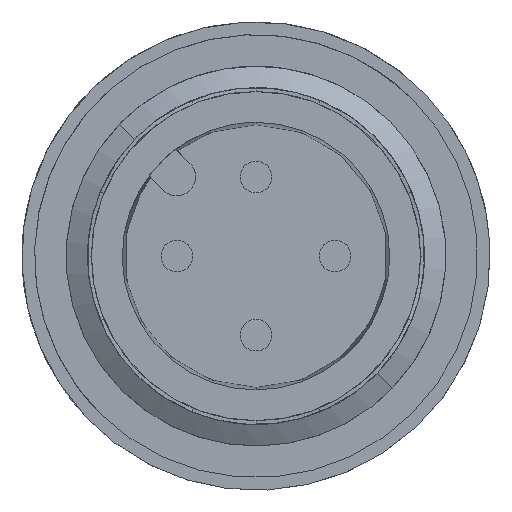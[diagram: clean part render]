
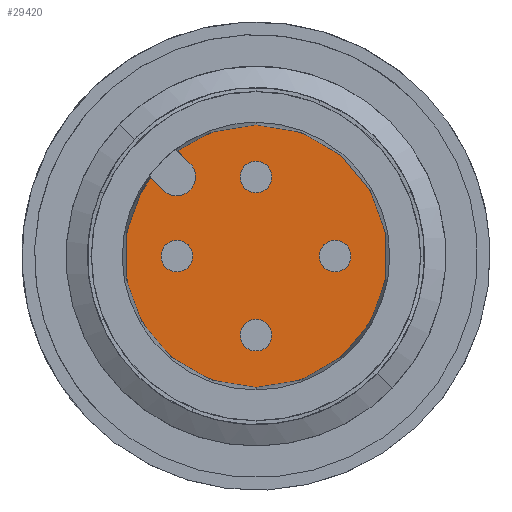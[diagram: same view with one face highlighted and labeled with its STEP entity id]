
A CAD part, left-side view. The second image highlights one B-rep face of the part: STEP entity #29420.
In plain terms, the highlighted face is planar.
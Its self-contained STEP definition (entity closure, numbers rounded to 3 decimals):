
#12170=CARTESIAN_POINT('',(-3.328,2.479,-37.9));
#12180=VERTEX_POINT('',#12170);
#12450=CARTESIAN_POINT('',(-2.479,3.328,-37.9));
#12460=VERTEX_POINT('',#12450);
#12490=CARTESIAN_POINT('',(0.,0.,
-37.9));
#12500=DIRECTION('',(0.,0.,-1.));
#12510=DIRECTION('',(1.,0.,0.));
#12520=AXIS2_PLACEMENT_3D('',#12490,#12500,#12510);
#12530=CIRCLE('',#12520,4.15);
#12540=CARTESIAN_POINT('',(4.15,0.,-37.9))
;
#12550=VERTEX_POINT('',#12540);
#12560=EDGE_CURVE('',#12460,#12550,#12530,.T.);
#12700=CARTESIAN_POINT('',(-4.15,0.,-37.9)
);
#12710=VERTEX_POINT('',#12700);
#12740=EDGE_CURVE('',#12710,#12180,#12530,.T.);
#12910=CARTESIAN_POINT('',(-2.086,2.934,-37.9));
#12920=VERTEX_POINT('',#12910);
#12950=CARTESIAN_POINT('',(-31.86,32.709,
-37.9));
#12960=DIRECTION('',(-0.707,0.707,
0.));
#12970=VECTOR('',#12960,1.);
#12980=LINE('',#12950,#12970);
#12990=EDGE_CURVE('',#12920,#12460,#12980,.T.);
#13630=CARTESIAN_POINT('',(-2.854,-0.354,-37.9));
#13640=VERTEX_POINT('',#13630);
#13690=CARTESIAN_POINT('',(-2.5,0.,-37.9))
;
#13700=DIRECTION('',(0.,0.,-1.));
#13710=DIRECTION('',(-0.707,-0.707,
0.));
#13720=AXIS2_PLACEMENT_3D('',#13690,#13700,#13710);
#13730=CIRCLE('',#13720,0.5);
#13740=CARTESIAN_POINT('',(-2.146,0.354,-37.9));
#13750=VERTEX_POINT('',#13740);
#13760=EDGE_CURVE('',#13750,#13640,#13730,.T.);
#20940=CARTESIAN_POINT('',(2.146,-0.354,-37.9));
#20950=VERTEX_POINT('',#20940);
#21000=CARTESIAN_POINT('',(2.5,0.,-37.9));
#21010=DIRECTION('',(0.,0.,-1.));
#21020=DIRECTION('',(-0.707,-0.707,
0.));
#21030=AXIS2_PLACEMENT_3D('',#21000,#21010,#21020);
#21040=CIRCLE('',#21030,0.5);
#21050=CARTESIAN_POINT('',(2.854,0.354,-37.9));
#21060=VERTEX_POINT('',#21050);
#21070=EDGE_CURVE('',#21060,#20950,#21040,.T.);
#21340=CARTESIAN_POINT('',(-31.86,31.012,
-37.9));
#21350=DIRECTION('',(0.707,-0.707,
0.));
#21360=VECTOR('',#21350,1.);
#21370=LINE('',#21340,#21360);
#21380=CARTESIAN_POINT('',(-2.934,2.086,-37.9));
#21390=VERTEX_POINT('',#21380);
#21400=EDGE_CURVE('',#12180,#21390,#21370,.T.);
#24230=CARTESIAN_POINT('',(-0.354,-2.854,-37.9));
#24240=VERTEX_POINT('',#24230);
#24270=CARTESIAN_POINT('',(0.,-2.5,-37.9)
);
#24280=DIRECTION('',(0.,0.,-1.));
#24290=DIRECTION('',(-0.707,-0.707,
0.));
#24300=AXIS2_PLACEMENT_3D('',#24270,#24280,#24290);
#24310=CIRCLE('',#24300,0.5);
#24320=CARTESIAN_POINT('',(0.354,-2.146,-37.9));
#24330=VERTEX_POINT('',#24320);
#24340=EDGE_CURVE('',#24330,#24240,#24310,.T.);
#27740=CARTESIAN_POINT('',(-0.354,2.146,-37.9));
#27750=VERTEX_POINT('',#27740);
#27780=CARTESIAN_POINT('',(0.,2.5,-37.9))
;
#27790=DIRECTION('',(0.,0.,-1.));
#27800=DIRECTION('',(-0.707,-0.707,
0.));
#27810=AXIS2_PLACEMENT_3D('',#27780,#27790,#27800);
#27820=CIRCLE('',#27810,0.5);
#27830=CARTESIAN_POINT('',(0.354,2.854,-37.9));
#27840=VERTEX_POINT('',#27830);
#27850=EDGE_CURVE('',#27840,#27750,#27820,.T.);
#29020=CARTESIAN_POINT('',(-0.035,-1.138,-37.9))
;
#29030=DIRECTION('',(0.,0.,-1.));
#29040=DIRECTION('',(0.707,-0.707,
0.));
#29050=AXIS2_PLACEMENT_3D('',#29020,#29030,#29040);
#29060=PLANE('',#29050);
#29070=EDGE_CURVE('',#20950,#21060,#21040,.T.);
#29080=ORIENTED_EDGE('',*,*,#29070,.F.);
#29090=ORIENTED_EDGE('',*,*,#21070,.F.);
#29100=EDGE_LOOP('',(#29090,#29080));
#29110=FACE_BOUND('',#29100,.T.);
#29120=EDGE_CURVE('',#27750,#27840,#27820,.T.);
#29130=ORIENTED_EDGE('',*,*,#29120,.F.);
#29140=ORIENTED_EDGE('',*,*,#27850,.F.);
#29150=EDGE_LOOP('',(#29140,#29130));
#29160=FACE_BOUND('',#29150,.T.);
#29170=EDGE_CURVE('',#13640,#13750,#13730,.T.);
#29180=ORIENTED_EDGE('',*,*,#29170,.F.);
#29190=ORIENTED_EDGE('',*,*,#13760,.F.);
#29200=EDGE_LOOP('',(#29190,#29180));
#29210=FACE_BOUND('',#29200,.T.);
#29220=EDGE_CURVE('',#24240,#24330,#24310,.T.);
#29230=ORIENTED_EDGE('',*,*,#29220,.F.);
#29240=ORIENTED_EDGE('',*,*,#24340,.F.);
#29250=EDGE_LOOP('',(#29240,#29230));
#29260=FACE_BOUND('',#29250,.T.);
#29270=EDGE_CURVE('',#12550,#12710,#12530,.T.);
#29280=ORIENTED_EDGE('',*,*,#29270,.T.);
#29290=ORIENTED_EDGE('',*,*,#12560,.T.);
#29300=ORIENTED_EDGE('',*,*,#12990,.T.);
#29310=CARTESIAN_POINT('',(-2.51,2.51,-37.9));
#29320=DIRECTION('',(0.,0.,-1.));
#29330=DIRECTION('',(1.,0.,0.));
#29340=AXIS2_PLACEMENT_3D('',#29310,#29320,#29330);
#29350=CIRCLE('',#29340,0.6);
#29360=EDGE_CURVE('',#12920,#21390,#29350,.T.);
#29370=ORIENTED_EDGE('',*,*,#29360,.F.);
#29380=ORIENTED_EDGE('',*,*,#21400,.T.);
#29390=ORIENTED_EDGE('',*,*,#12740,.T.);
#29400=EDGE_LOOP('',(#29390,#29380,#29370,#29300,#29290,#29280));
#29410=FACE_OUTER_BOUND('',#29400,.T.);
#29420=ADVANCED_FACE('',(#29110,#29160,#29210,#29260,#29410),#29060,.T.)
;
